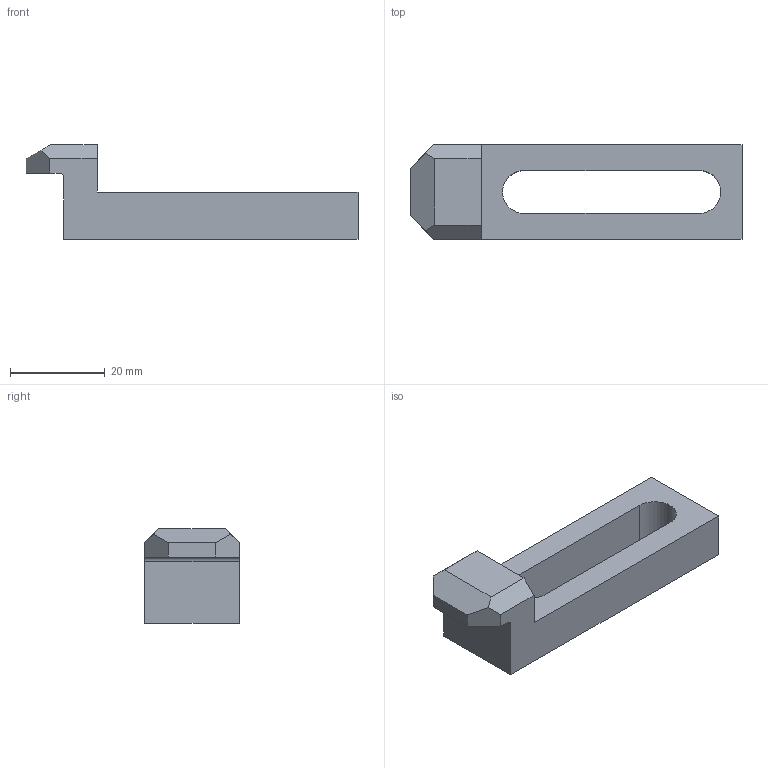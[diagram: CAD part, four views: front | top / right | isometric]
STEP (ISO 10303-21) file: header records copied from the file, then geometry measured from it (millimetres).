
FILE_DESCRIPTION(('STEP AP214'),'1');
FILE_NAME(' ',' ',('TraceParts'),('TraceParts S.A.'),'XStep 1.0',' ',' ');
FILE_SCHEMA(('automotive_design'));
Length unit declared in the file: millimetre
Products named in the file (1): 1
Bounding box: 70 x 20 x 20 mm (x, y, z)
Volume: 10448.2 mm3; surface area: 5122 mm2
Topology: 1 solids, 1 shells, 20 faces, 54 edges, 36 vertices
Faces by surface type: plane 17, cylinder 3
Entity records: 1262 total; most frequent: STYLED_ITEM 111, PRESENTATION_STYLE_ASSIGNMENT 111, CARTESIAN_POINT 111, COLOUR_RGB 111, ORIENTED_EDGE 108, DIRECTION 102, EDGE_CURVE 54, CURVE_STYLE 54
